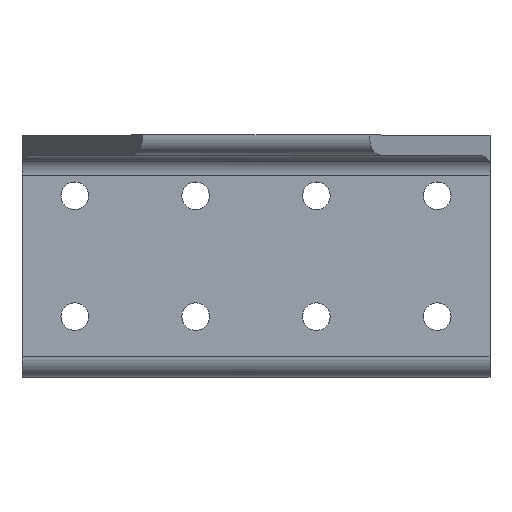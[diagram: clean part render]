
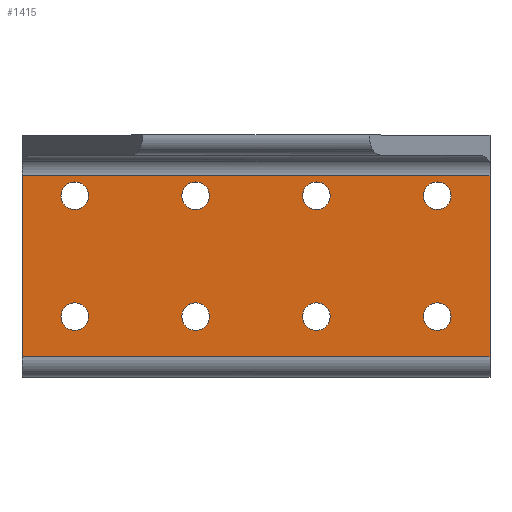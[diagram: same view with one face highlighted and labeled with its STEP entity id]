
A CAD part, top view. The second image highlights one B-rep face of the part: STEP entity #1415.
In plain terms, the highlighted planar face has unit normal (0, 0, 1).
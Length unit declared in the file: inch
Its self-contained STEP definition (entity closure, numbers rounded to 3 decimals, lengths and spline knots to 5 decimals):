
#303=CARTESIAN_POINT('',(-2.25,-0.921,0.25));
#304=VERTEX_POINT('',#303);
#313=CARTESIAN_POINT('',(-2.25,-0.579,0.25));
#314=VERTEX_POINT('',#313);
#315=CARTESIAN_POINT('',(-2.25,-0.75,0.25));
#316=DIRECTION('',(0.0,0.0,-1.0));
#317=DIRECTION('',(0.0,-1.0,0.0));
#318=AXIS2_PLACEMENT_3D('',#315,#316,#317);
#319=CIRCLE('',#318,0.171);
#320=EDGE_CURVE('',#314,#304,#319,.T.);
#345=CARTESIAN_POINT('',(-0.75,-0.921,0.25));
#346=VERTEX_POINT('',#345);
#355=CARTESIAN_POINT('',(-0.75,-0.579,0.25));
#356=VERTEX_POINT('',#355);
#357=CARTESIAN_POINT('',(-0.75,-0.75,0.25));
#358=DIRECTION('',(0.0,0.0,-1.0));
#359=DIRECTION('',(0.0,-1.0,0.0));
#360=AXIS2_PLACEMENT_3D('',#357,#358,#359);
#361=CIRCLE('',#360,0.171);
#362=EDGE_CURVE('',#356,#346,#361,.T.);
#387=CARTESIAN_POINT('',(0.75,-0.921,0.25));
#388=VERTEX_POINT('',#387);
#397=CARTESIAN_POINT('',(0.75,-0.579,0.25));
#398=VERTEX_POINT('',#397);
#399=CARTESIAN_POINT('',(0.75,-0.75,0.25));
#400=DIRECTION('',(0.0,0.0,-1.0));
#401=DIRECTION('',(0.0,-1.0,0.0));
#402=AXIS2_PLACEMENT_3D('',#399,#400,#401);
#403=CIRCLE('',#402,0.171);
#404=EDGE_CURVE('',#398,#388,#403,.T.);
#429=CARTESIAN_POINT('',(2.25,-0.921,0.25));
#430=VERTEX_POINT('',#429);
#439=CARTESIAN_POINT('',(2.25,-0.579,0.25));
#440=VERTEX_POINT('',#439);
#441=CARTESIAN_POINT('',(2.25,-0.75,0.25));
#442=DIRECTION('',(0.0,0.0,-1.0));
#443=DIRECTION('',(0.0,-1.0,0.0));
#444=AXIS2_PLACEMENT_3D('',#441,#442,#443);
#445=CIRCLE('',#444,0.171);
#446=EDGE_CURVE('',#440,#430,#445,.T.);
#471=CARTESIAN_POINT('',(-2.25,-2.421,0.25));
#472=VERTEX_POINT('',#471);
#481=CARTESIAN_POINT('',(-2.25,-2.079,0.25));
#482=VERTEX_POINT('',#481);
#483=CARTESIAN_POINT('',(-2.25,-2.25,0.25));
#484=DIRECTION('',(0.0,0.0,-1.0));
#485=DIRECTION('',(0.0,-1.0,0.0));
#486=AXIS2_PLACEMENT_3D('',#483,#484,#485);
#487=CIRCLE('',#486,0.171);
#488=EDGE_CURVE('',#482,#472,#487,.T.);
#513=CARTESIAN_POINT('',(-0.75,-2.421,0.25));
#514=VERTEX_POINT('',#513);
#523=CARTESIAN_POINT('',(-0.75,-2.079,0.25));
#524=VERTEX_POINT('',#523);
#525=CARTESIAN_POINT('',(-0.75,-2.25,0.25));
#526=DIRECTION('',(0.0,0.0,-1.0));
#527=DIRECTION('',(0.0,-1.0,0.0));
#528=AXIS2_PLACEMENT_3D('',#525,#526,#527);
#529=CIRCLE('',#528,0.171);
#530=EDGE_CURVE('',#524,#514,#529,.T.);
#555=CARTESIAN_POINT('',(0.75,-2.421,0.25));
#556=VERTEX_POINT('',#555);
#565=CARTESIAN_POINT('',(0.75,-2.079,0.25));
#566=VERTEX_POINT('',#565);
#567=CARTESIAN_POINT('',(0.75,-2.25,0.25));
#568=DIRECTION('',(0.0,0.0,-1.0));
#569=DIRECTION('',(0.0,-1.0,0.0));
#570=AXIS2_PLACEMENT_3D('',#567,#568,#569);
#571=CIRCLE('',#570,0.171);
#572=EDGE_CURVE('',#566,#556,#571,.T.);
#597=CARTESIAN_POINT('',(2.25,-2.421,0.25));
#598=VERTEX_POINT('',#597);
#607=CARTESIAN_POINT('',(2.25,-2.079,0.25));
#608=VERTEX_POINT('',#607);
#609=CARTESIAN_POINT('',(2.25,-2.25,0.25));
#610=DIRECTION('',(0.0,0.0,-1.0));
#611=DIRECTION('',(0.0,-1.0,0.0));
#612=AXIS2_PLACEMENT_3D('',#609,#610,#611);
#613=CIRCLE('',#612,0.171);
#614=EDGE_CURVE('',#608,#598,#613,.T.);
#742=CARTESIAN_POINT('',(-2.905,-0.5,0.25));
#743=VERTEX_POINT('',#742);
#751=CARTESIAN_POINT('',(2.905,-0.5,0.25));
#752=VERTEX_POINT('',#751);
#753=CARTESIAN_POINT('',(-2.905,-0.5,0.25));
#754=DIRECTION('',(1.0,0.0,0.0));
#755=VECTOR('',#754,5.81);
#756=LINE('',#753,#755);
#757=EDGE_CURVE('',#743,#752,#756,.T.);
#872=CARTESIAN_POINT('',(-2.905,-2.75,0.25));
#873=VERTEX_POINT('',#872);
#881=CARTESIAN_POINT('',(-2.905,-0.5,0.25));
#882=DIRECTION('',(0.0,-1.0,0.0));
#883=VECTOR('',#882,2.25);
#884=LINE('',#881,#883);
#885=EDGE_CURVE('',#743,#873,#884,.T.);
#1021=CARTESIAN_POINT('',(2.905,-2.75,0.25));
#1022=VERTEX_POINT('',#1021);
#1023=CARTESIAN_POINT('',(2.905,-2.75,0.25));
#1024=DIRECTION('',(0.0,1.0,0.0));
#1025=VECTOR('',#1024,2.25);
#1026=LINE('',#1023,#1025);
#1027=EDGE_CURVE('',#1022,#752,#1026,.T.);
#1146=CARTESIAN_POINT('',(-2.905,-2.75,0.25));
#1147=DIRECTION('',(1.0,0.0,0.0));
#1148=VECTOR('',#1147,5.81);
#1149=LINE('',#1146,#1148);
#1150=EDGE_CURVE('',#873,#1022,#1149,.T.);
#1164=CARTESIAN_POINT('',(2.25,-2.25,0.25));
#1165=DIRECTION('',(0.0,0.0,-1.0));
#1166=DIRECTION('',(0.0,-1.0,0.0));
#1167=AXIS2_PLACEMENT_3D('',#1164,#1165,#1166);
#1168=CIRCLE('',#1167,0.171);
#1169=EDGE_CURVE('',#598,#608,#1168,.T.);
#1182=CARTESIAN_POINT('',(0.75,-2.25,0.25));
#1183=DIRECTION('',(0.0,0.0,-1.0));
#1184=DIRECTION('',(0.0,-1.0,0.0));
#1185=AXIS2_PLACEMENT_3D('',#1182,#1183,#1184);
#1186=CIRCLE('',#1185,0.171);
#1187=EDGE_CURVE('',#556,#566,#1186,.T.);
#1200=CARTESIAN_POINT('',(-0.75,-2.25,0.25));
#1201=DIRECTION('',(0.0,0.0,-1.0));
#1202=DIRECTION('',(0.0,-1.0,0.0));
#1203=AXIS2_PLACEMENT_3D('',#1200,#1201,#1202);
#1204=CIRCLE('',#1203,0.171);
#1205=EDGE_CURVE('',#514,#524,#1204,.T.);
#1218=CARTESIAN_POINT('',(-2.25,-2.25,0.25));
#1219=DIRECTION('',(0.0,0.0,-1.0));
#1220=DIRECTION('',(0.0,-1.0,0.0));
#1221=AXIS2_PLACEMENT_3D('',#1218,#1219,#1220);
#1222=CIRCLE('',#1221,0.171);
#1223=EDGE_CURVE('',#472,#482,#1222,.T.);
#1236=CARTESIAN_POINT('',(2.25,-0.75,0.25));
#1237=DIRECTION('',(0.0,0.0,-1.0));
#1238=DIRECTION('',(0.0,-1.0,0.0));
#1239=AXIS2_PLACEMENT_3D('',#1236,#1237,#1238);
#1240=CIRCLE('',#1239,0.171);
#1241=EDGE_CURVE('',#430,#440,#1240,.T.);
#1254=CARTESIAN_POINT('',(0.75,-0.75,0.25));
#1255=DIRECTION('',(0.0,0.0,-1.0));
#1256=DIRECTION('',(0.0,-1.0,0.0));
#1257=AXIS2_PLACEMENT_3D('',#1254,#1255,#1256);
#1258=CIRCLE('',#1257,0.171);
#1259=EDGE_CURVE('',#388,#398,#1258,.T.);
#1272=CARTESIAN_POINT('',(-0.75,-0.75,0.25));
#1273=DIRECTION('',(0.0,0.0,-1.0));
#1274=DIRECTION('',(0.0,-1.0,0.0));
#1275=AXIS2_PLACEMENT_3D('',#1272,#1273,#1274);
#1276=CIRCLE('',#1275,0.171);
#1277=EDGE_CURVE('',#346,#356,#1276,.T.);
#1290=CARTESIAN_POINT('',(-2.25,-0.75,0.25));
#1291=DIRECTION('',(0.0,0.0,-1.0));
#1292=DIRECTION('',(0.0,-1.0,0.0));
#1293=AXIS2_PLACEMENT_3D('',#1290,#1291,#1292);
#1294=CIRCLE('',#1293,0.171);
#1295=EDGE_CURVE('',#304,#314,#1294,.T.);
#1372=CARTESIAN_POINT('',(-3.,-2.75,0.25));
#1373=DIRECTION('',(0.0,0.0,1.0));
#1374=DIRECTION('',(0.0,-1.0,0.0));
#1375=AXIS2_PLACEMENT_3D('',#1372,#1373,#1374);
#1376=PLANE('',#1375);
#1377=ORIENTED_EDGE('',*,*,#1027,.T.);
#1378=ORIENTED_EDGE('',*,*,#757,.F.);
#1379=ORIENTED_EDGE('',*,*,#885,.T.);
#1380=ORIENTED_EDGE('',*,*,#1150,.T.);
#1381=EDGE_LOOP('',(#1377,#1378,#1379,#1380));
#1382=FACE_OUTER_BOUND('',#1381,.T.);
#1383=ORIENTED_EDGE('',*,*,#1169,.T.);
#1384=ORIENTED_EDGE('',*,*,#614,.T.);
#1385=EDGE_LOOP('',(#1383,#1384));
#1386=FACE_BOUND('',#1385,.T.);
#1387=ORIENTED_EDGE('',*,*,#1187,.T.);
#1388=ORIENTED_EDGE('',*,*,#572,.T.);
#1389=EDGE_LOOP('',(#1387,#1388));
#1390=FACE_BOUND('',#1389,.T.);
#1391=ORIENTED_EDGE('',*,*,#1205,.T.);
#1392=ORIENTED_EDGE('',*,*,#530,.T.);
#1393=EDGE_LOOP('',(#1391,#1392));
#1394=FACE_BOUND('',#1393,.T.);
#1395=ORIENTED_EDGE('',*,*,#1223,.T.);
#1396=ORIENTED_EDGE('',*,*,#488,.T.);
#1397=EDGE_LOOP('',(#1395,#1396));
#1398=FACE_BOUND('',#1397,.T.);
#1399=ORIENTED_EDGE('',*,*,#1241,.T.);
#1400=ORIENTED_EDGE('',*,*,#446,.T.);
#1401=EDGE_LOOP('',(#1399,#1400));
#1402=FACE_BOUND('',#1401,.T.);
#1403=ORIENTED_EDGE('',*,*,#1259,.T.);
#1404=ORIENTED_EDGE('',*,*,#404,.T.);
#1405=EDGE_LOOP('',(#1403,#1404));
#1406=FACE_BOUND('',#1405,.T.);
#1407=ORIENTED_EDGE('',*,*,#1277,.T.);
#1408=ORIENTED_EDGE('',*,*,#362,.T.);
#1409=EDGE_LOOP('',(#1407,#1408));
#1410=FACE_BOUND('',#1409,.T.);
#1411=ORIENTED_EDGE('',*,*,#1295,.T.);
#1412=ORIENTED_EDGE('',*,*,#320,.T.);
#1413=EDGE_LOOP('',(#1411,#1412));
#1414=FACE_BOUND('',#1413,.T.);
#1415=ADVANCED_FACE('',(#1382,#1386,#1390,#1394,#1398,#1402,#1406,#1410,#1414),#1376,.T.);
